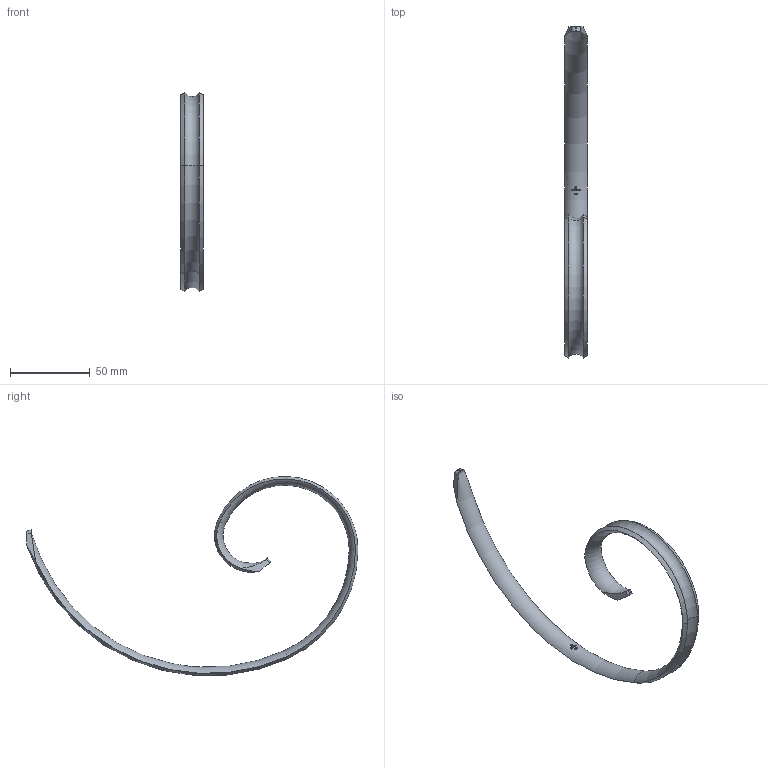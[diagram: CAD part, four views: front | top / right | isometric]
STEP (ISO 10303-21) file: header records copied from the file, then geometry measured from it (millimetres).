
FILE_DESCRIPTION (( 'STEP AP203' ), '1' );
FILE_NAME ('5521.STEP', '2022-08-02T11:57:09', ( '' ), ( '' ), 'SwSTEP 2.0', 'SolidWorks 2018', '' );
FILE_SCHEMA (( 'CONFIG_CONTROL_DESIGN' ));
Length unit declared in the file: millimetre
Products named in the file (1): 5521
Bounding box: 14 x 207.99 x 124.66 mm (x, y, z)
Volume: 18338.8 mm3; surface area: 15094.7 mm2
Topology: 1 solids, 1 shells, 232 faces, 630 edges, 416 vertices
Faces by surface type: plane 106, bspline 90, torus 24, cone 8, cylinder 4
Entity records: 10819 total; most frequent: CARTESIAN_POINT 5655, ORIENTED_EDGE 1260, DIRECTION 726, EDGE_CURVE 630, VERTEX_POINT 416, B_SPLINE_CURVE_WITH_KNOTS 304, AXIS2_PLACEMENT_3D 261, EDGE_LOOP 248
